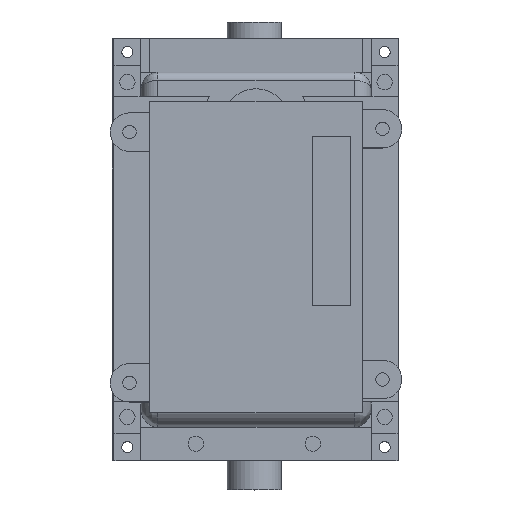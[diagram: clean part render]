
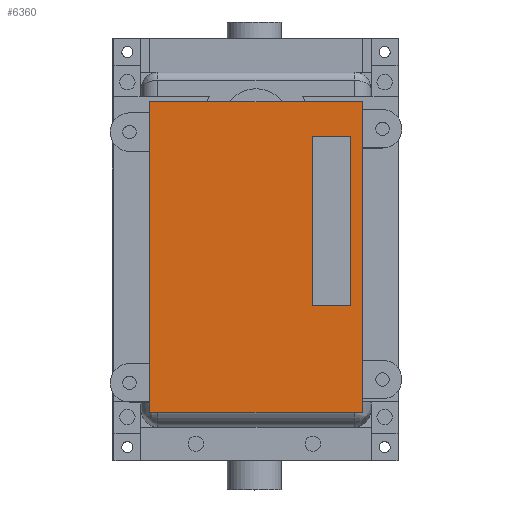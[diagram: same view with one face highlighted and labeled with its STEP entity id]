
A CAD part, top view. The second image highlights one B-rep face of the part: STEP entity #6360.
In plain terms, the highlighted planar face has unit normal (0, 0, 1).
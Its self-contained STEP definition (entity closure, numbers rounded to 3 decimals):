
#184=FACE_BOUND('',#1321,.T.);
#483=PLANE('',#7044);
#852=FACE_OUTER_BOUND('',#1320,.T.);
#1320=EDGE_LOOP('',(#5854,#5855,#5856,#5857));
#1321=EDGE_LOOP('',(#5858,#5859,#5860,#5861));
#1870=LINE('',#10530,#2523);
#1874=LINE('',#10538,#2527);
#1877=LINE('',#10544,#2530);
#1880=LINE('',#10549,#2533);
#1960=LINE('',#10749,#2613);
#1965=LINE('',#10758,#2618);
#1969=LINE('',#10764,#2622);
#1973=LINE('',#10770,#2626);
#2523=VECTOR('',#8594,10.);
#2527=VECTOR('',#8600,10.);
#2530=VECTOR('',#8605,10.);
#2533=VECTOR('',#8610,10.);
#2613=VECTOR('',#8796,10.);
#2618=VECTOR('',#8803,10.);
#2622=VECTOR('',#8809,10.);
#2626=VECTOR('',#8815,10.);
#3287=VERTEX_POINT('',#10528);
#3288=VERTEX_POINT('',#10529);
#3291=VERTEX_POINT('',#10537);
#3293=VERTEX_POINT('',#10543);
#3360=VERTEX_POINT('',#10746);
#3361=VERTEX_POINT('',#10748);
#3364=VERTEX_POINT('',#10757);
#3365=VERTEX_POINT('',#10763);
#4088=EDGE_CURVE('',#3287,#3288,#1870,.T.);
#4092=EDGE_CURVE('',#3291,#3287,#1874,.T.);
#4095=EDGE_CURVE('',#3293,#3291,#1877,.T.);
#4098=EDGE_CURVE('',#3288,#3293,#1880,.T.);
#4194=EDGE_CURVE('',#3361,#3360,#1960,.T.);
#4199=EDGE_CURVE('',#3364,#3361,#1965,.T.);
#4203=EDGE_CURVE('',#3365,#3364,#1969,.T.);
#4207=EDGE_CURVE('',#3360,#3365,#1973,.T.);
#5854=ORIENTED_EDGE('',*,*,#4207,.T.);
#5855=ORIENTED_EDGE('',*,*,#4203,.T.);
#5856=ORIENTED_EDGE('',*,*,#4199,.T.);
#5857=ORIENTED_EDGE('',*,*,#4194,.T.);
#5858=ORIENTED_EDGE('',*,*,#4088,.T.);
#5859=ORIENTED_EDGE('',*,*,#4098,.T.);
#5860=ORIENTED_EDGE('',*,*,#4095,.T.);
#5861=ORIENTED_EDGE('',*,*,#4092,.T.);
#6360=ADVANCED_FACE('',(#852,#184),#483,.T.);
#7044=AXIS2_PLACEMENT_3D('',#10771,#8816,#8817);
#8594=DIRECTION('',(0.,-1.,0.));
#8600=DIRECTION('',(1.,0.,0.));
#8605=DIRECTION('',(0.,1.,0.));
#8610=DIRECTION('',(-1.,0.,0.));
#8796=DIRECTION('',(0.,-1.,0.));
#8803=DIRECTION('',(-1.,0.,0.));
#8809=DIRECTION('',(0.,1.,0.));
#8815=DIRECTION('',(1.,0.,0.));
#8816=DIRECTION('center_axis',(0.,0.,1.));
#8817=DIRECTION('ref_axis',(1.,0.,0.));
#10528=CARTESIAN_POINT('',(60.2,-10.5,28.));
#10529=CARTESIAN_POINT('',(60.2,-61.,28.));
#10530=CARTESIAN_POINT('',(60.2,-28.5,28.));
#10537=CARTESIAN_POINT('',(48.7,-10.5,28.));
#10538=CARTESIAN_POINT('',(40.275,-10.5,28.));
#10543=CARTESIAN_POINT('',(48.7,-61.,28.));
#10544=CARTESIAN_POINT('',(48.7,-53.75,28.));
#10549=CARTESIAN_POINT('',(46.025,-61.,28.));
#10746=CARTESIAN_POINT('',(0.,-93.,28.));
#10748=CARTESIAN_POINT('',(0.,0.,28.));
#10749=CARTESIAN_POINT('',(0.,-93.,28.));
#10757=CARTESIAN_POINT('',(63.7,0.,28.));
#10758=CARTESIAN_POINT('',(0.,0.,28.));
#10763=CARTESIAN_POINT('',(63.7,-93.,28.));
#10764=CARTESIAN_POINT('',(63.7,0.,28.));
#10770=CARTESIAN_POINT('',(63.7,-93.,28.));
#10771=CARTESIAN_POINT('Origin',(31.85,-46.5,28.));
